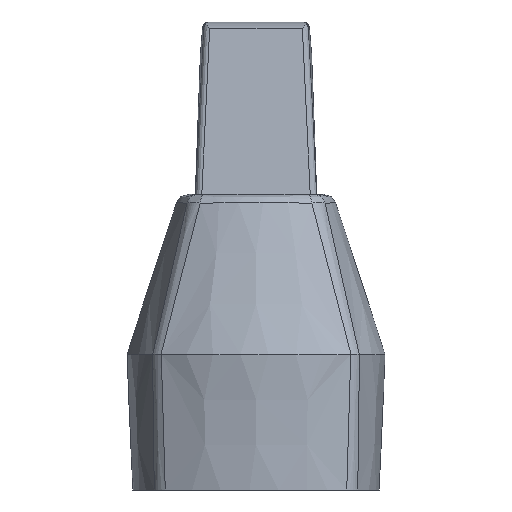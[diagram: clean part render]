
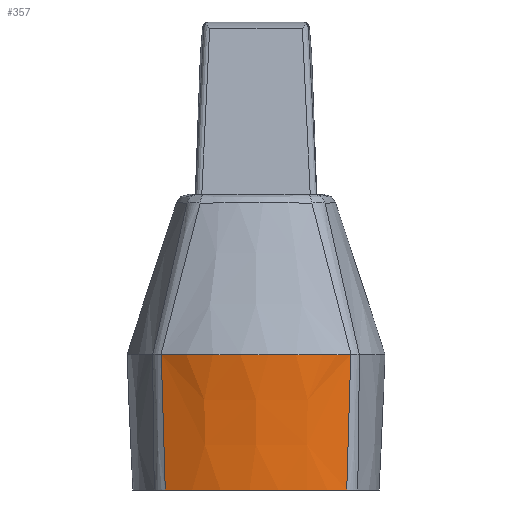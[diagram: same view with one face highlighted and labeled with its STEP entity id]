
A CAD part, left-side view. The second image highlights one B-rep face of the part: STEP entity #357.
In plain terms, the highlighted free-form (B-spline) face has degree [3, 3] with [10, 4] control points.
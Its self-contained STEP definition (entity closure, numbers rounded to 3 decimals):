
#357 = ADVANCED_FACE( '', ( #729 ), #730, .T. );
#729 = FACE_OUTER_BOUND( '', #4657, .T. );
#730 = B_SPLINE_SURFACE_WITH_KNOTS( '', 3, 3, ( ( #4658, #4659, #4660, #4661 ), ( #4662, #4663, #4664, #4665 ), ( #4666, #4667, #4668, #4669 ), ( #4670, #4671, #4672, #4673 ), ( #4674, #4675, #4676, #4677 ), ( #4678, #4679, #4680, #4681 ), ( #4682, #4683, #4684, #4685 ), ( #4686, #4687, #4688, #4689 ), ( #4690, #4691, #4692, #4693 ), ( #4694, #4695, #4696, #4697 ) ), .UNSPECIFIED., .F., .F., .F., ( 4, 2, 2, 2, 4 ), ( 4, 4 ), ( 0., 0.25, 0.5, 0.75, 1. ), ( 0., 1. ), .UNSPECIFIED. );
#4657 = EDGE_LOOP( '', ( #5940, #5941, #5942, #5943 ) );
#4658 = CARTESIAN_POINT( '', ( -7.955, 7.955, 0. ) );
#4659 = CARTESIAN_POINT( '', ( -8.014, 8.014, 3.667 ) );
#4660 = CARTESIAN_POINT( '', ( -8.073, 8.073, 7.333 ) );
#4661 = CARTESIAN_POINT( '', ( -8.132, 8.132, 11. ) );
#4662 = CARTESIAN_POINT( '', ( -8.622, 6.743, 0. ) );
#4663 = CARTESIAN_POINT( '', ( -8.715, 6.804, 3.667 ) );
#4664 = CARTESIAN_POINT( '', ( -8.807, 6.864, 7.333 ) );
#4665 = CARTESIAN_POINT( '', ( -8.9, 6.925, 11. ) );
#4666 = CARTESIAN_POINT( '', ( -9.136, 5.447, 0. ) );
#4667 = CARTESIAN_POINT( '', ( -9.256, 5.501, 3.667 ) );
#4668 = CARTESIAN_POINT( '', ( -9.376, 5.555, 7.333 ) );
#4669 = CARTESIAN_POINT( '', ( -9.496, 5.608, 11. ) );
#4670 = CARTESIAN_POINT( '', ( -9.825, 2.767, 0. ) );
#4671 = CARTESIAN_POINT( '', ( -9.982, 2.798, 3.667 ) );
#4672 = CARTESIAN_POINT( '', ( -10.139, 2.83, 7.333 ) );
#4673 = CARTESIAN_POINT( '', ( -10.296, 2.861, 11. ) );
#4674 = CARTESIAN_POINT( '', ( -10., 1.383, 0. ) );
#4675 = CARTESIAN_POINT( '', ( -10.167, 1.399, 3.667 ) );
#4676 = CARTESIAN_POINT( '', ( -10.333, 1.415, 7.333 ) );
#4677 = CARTESIAN_POINT( '', ( -10.5, 1.431, 11. ) );
#4678 = CARTESIAN_POINT( '', ( -10., -1.383, 0. ) );
#4679 = CARTESIAN_POINT( '', ( -10.167, -1.399, 3.667 ) );
#4680 = CARTESIAN_POINT( '', ( -10.333, -1.415, 7.333 ) );
#4681 = CARTESIAN_POINT( '', ( -10.5, -1.431, 11. ) );
#4682 = CARTESIAN_POINT( '', ( -9.825, -2.767, 0. ) );
#4683 = CARTESIAN_POINT( '', ( -9.982, -2.798, 3.667 ) );
#4684 = CARTESIAN_POINT( '', ( -10.139, -2.83, 7.333 ) );
#4685 = CARTESIAN_POINT( '', ( -10.296, -2.861, 11. ) );
#4686 = CARTESIAN_POINT( '', ( -9.136, -5.447, 0. ) );
#4687 = CARTESIAN_POINT( '', ( -9.256, -5.501, 3.667 ) );
#4688 = CARTESIAN_POINT( '', ( -9.376, -5.555, 7.333 ) );
#4689 = CARTESIAN_POINT( '', ( -9.496, -5.608, 11. ) );
#4690 = CARTESIAN_POINT( '', ( -8.622, -6.743, 0. ) );
#4691 = CARTESIAN_POINT( '', ( -8.715, -6.804, 3.667 ) );
#4692 = CARTESIAN_POINT( '', ( -8.807, -6.864, 7.333 ) );
#4693 = CARTESIAN_POINT( '', ( -8.9, -6.925, 11. ) );
#4694 = CARTESIAN_POINT( '', ( -7.955, -7.955, 0. ) );
#4695 = CARTESIAN_POINT( '', ( -8.014, -8.014, 3.667 ) );
#4696 = CARTESIAN_POINT( '', ( -8.073, -8.073, 7.333 ) );
#4697 = CARTESIAN_POINT( '', ( -8.132, -8.132, 11. ) );
#5940 = ORIENTED_EDGE( '', *, *, #6384, .F. );
#5941 = ORIENTED_EDGE( '', *, *, #6362, .T. );
#5942 = ORIENTED_EDGE( '', *, *, #6269, .T. );
#5943 = ORIENTED_EDGE( '', *, *, #6356, .T. );
#6269 = EDGE_CURVE( '', #6790, #6791, #6792, .T. );
#6356 = EDGE_CURVE( '', #6791, #6908, #6910, .T. );
#6362 = EDGE_CURVE( '', #6916, #6790, #6917, .T. );
#6384 = EDGE_CURVE( '', #6916, #6908, #6942, .T. );
#6790 = VERTEX_POINT( '', #8475 );
#6791 = VERTEX_POINT( '', #8476 );
#6792 = B_SPLINE_CURVE_WITH_KNOTS( '', 3, ( #8477, #8478, #8479, #8480, #8481, #8482, #8483, #8484, #8485, #8486 ), .UNSPECIFIED., .F., .F., ( 4, 2, 2, 2, 4 ), ( 0.04, 0.25, 0.5, 0.75, 0.96 ), .UNSPECIFIED. );
#6908 = VERTEX_POINT( '', #9038 );
#6910 = B_SPLINE_CURVE_WITH_KNOTS( '', 3, ( #9043, #9044, #9045, #9046 ), .UNSPECIFIED., .F., .F., ( 4, 4 ), ( 0., 0.011 ), .UNSPECIFIED. );
#6916 = VERTEX_POINT( '', #9053 );
#6917 = B_SPLINE_CURVE_WITH_KNOTS( '', 3, ( #9054, #9055, #9056, #9057 ), .UNSPECIFIED., .F., .F., ( 4, 4 ), ( 0., 0.011 ), .UNSPECIFIED. );
#6942 = B_SPLINE_CURVE_WITH_KNOTS( '', 3, ( #9146, #9147, #9148, #9149, #9150, #9151, #9152, #9153, #9154, #9155 ), .UNSPECIFIED., .F., .F., ( 4, 2, 2, 2, 4 ), ( 0.03, 0.25, 0.5, 0.75, 0.97 ), .UNSPECIFIED. );
#8475 = CARTESIAN_POINT( '', ( -8.263, 7.367, 0. ) );
#8476 = CARTESIAN_POINT( '', ( -8.263, -7.367, 0. ) );
#8477 = CARTESIAN_POINT( '', ( -8.263, 7.367, 0. ) );
#8478 = CARTESIAN_POINT( '', ( -8.782, 6.327, 0. ) );
#8479 = CARTESIAN_POINT( '', ( -9.191, 5.232, 0. ) );
#8480 = CARTESIAN_POINT( '', ( -9.825, 2.767, 0. ) );
#8481 = CARTESIAN_POINT( '', ( -10., 1.383, 0. ) );
#8482 = CARTESIAN_POINT( '', ( -10., -1.383, 0. ) );
#8483 = CARTESIAN_POINT( '', ( -9.825, -2.767, 0. ) );
#8484 = CARTESIAN_POINT( '', ( -9.191, -5.232, 0. ) );
#8485 = CARTESIAN_POINT( '', ( -8.782, -6.327, 0. ) );
#8486 = CARTESIAN_POINT( '', ( -8.263, -7.367, 0. ) );
#9038 = CARTESIAN_POINT( '', ( -8.4, -7.693, 11. ) );
#9043 = CARTESIAN_POINT( '', ( -8.263, -7.367, 0. ) );
#9044 = CARTESIAN_POINT( '', ( -8.312, -7.479, 3.667 ) );
#9045 = CARTESIAN_POINT( '', ( -8.357, -7.588, 7.333 ) );
#9046 = CARTESIAN_POINT( '', ( -8.4, -7.693, 11. ) );
#9053 = CARTESIAN_POINT( '', ( -8.4, 7.693, 11. ) );
#9054 = CARTESIAN_POINT( '', ( -8.4, 7.693, 11. ) );
#9055 = CARTESIAN_POINT( '', ( -8.357, 7.588, 7.333 ) );
#9056 = CARTESIAN_POINT( '', ( -8.312, 7.479, 3.667 ) );
#9057 = CARTESIAN_POINT( '', ( -8.263, 7.367, 0. ) );
#9146 = CARTESIAN_POINT( '', ( -8.4, 7.693, 11. ) );
#9147 = CARTESIAN_POINT( '', ( -9.04, 6.609, 11. ) );
#9148 = CARTESIAN_POINT( '', ( -9.544, 5.444, 11. ) );
#9149 = CARTESIAN_POINT( '', ( -10.296, 2.861, 11. ) );
#9150 = CARTESIAN_POINT( '', ( -10.5, 1.431, 11. ) );
#9151 = CARTESIAN_POINT( '', ( -10.5, -1.431, 11. ) );
#9152 = CARTESIAN_POINT( '', ( -10.296, -2.861, 11. ) );
#9153 = CARTESIAN_POINT( '', ( -9.544, -5.444, 11. ) );
#9154 = CARTESIAN_POINT( '', ( -9.04, -6.609, 11. ) );
#9155 = CARTESIAN_POINT( '', ( -8.4, -7.693, 11. ) );
